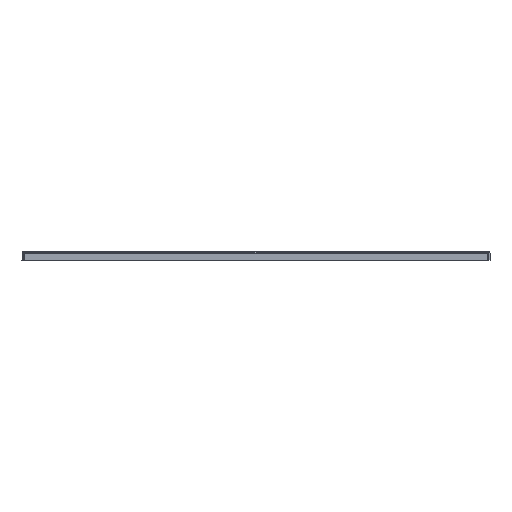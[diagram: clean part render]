
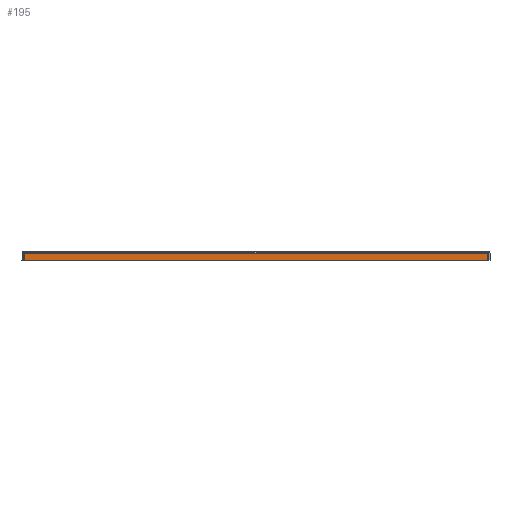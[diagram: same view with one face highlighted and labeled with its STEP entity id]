
A CAD part, left-side view. The second image highlights one B-rep face of the part: STEP entity #195.
In plain terms, the highlighted planar face has unit normal (-1, 0, 0).
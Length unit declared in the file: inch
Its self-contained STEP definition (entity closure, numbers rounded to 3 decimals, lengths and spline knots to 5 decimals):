
#195 = ADVANCED_FACE ( 'NONE', ( #3553 ), #2618, .T. ) ;
#366 = CARTESIAN_POINT ( 'NONE',  ( 0., 13., -0.426 ) ) ;
#384 = CARTESIAN_POINT ( 'NONE',  ( 0., 0.12633, -0.17829 ) ) ;
#477 = VECTOR ( 'NONE', #3124, 39.37008 ) ;
#606 = VECTOR ( 'NONE', #2489, 39.37008 ) ;
#797 = LINE ( 'NONE', #384, #477 ) ;
#815 = LINE ( 'NONE', #366, #3608 ) ;
#862 = AXIS2_PLACEMENT_3D ( 'NONE', #2141, #5255, #5440 ) ;
#1218 = CARTESIAN_POINT ( 'NONE',  ( 0., 0.12633, -0.03125 ) ) ;
#1400 = EDGE_CURVE ( 'NONE', #5253, #5961, #797, .T. ) ;
#1472 = CARTESIAN_POINT ( 'NONE',  ( 0., 0.12633, -0.426 ) ) ;
#1705 = CARTESIAN_POINT ( 'NONE',  ( 0., 25.87367, -0.426 ) ) ;
#1775 = VERTEX_POINT ( 'NONE', #1705 ) ;
#2141 = CARTESIAN_POINT ( 'NONE',  ( 0., 13., -0.17829 ) ) ;
#2161 = ORIENTED_EDGE ( 'NONE', *, *, #1400, .T. ) ;
#2376 = DIRECTION ( 'NONE',  ( 0., -1., 0. ) ) ;
#2489 = DIRECTION ( 'NONE',  ( 0., 0., -1. ) ) ;
#2618 = PLANE ( 'NONE',  #862 ) ;
#2953 = CARTESIAN_POINT ( 'NONE',  ( 0., 25.87367, -0.17829 ) ) ;
#3124 = DIRECTION ( 'NONE',  ( 0., 0., 1. ) ) ;
#3466 = ORIENTED_EDGE ( 'NONE', *, *, #4792, .T. ) ;
#3553 = FACE_OUTER_BOUND ( 'NONE', #4804, .T. ) ;
#3585 = CARTESIAN_POINT ( 'NONE',  ( 0., 25.87367, -0.03125 ) ) ;
#3608 = VECTOR ( 'NONE', #2376, 39.37008 ) ;
#3775 = LINE ( 'NONE', #5527, #4014 ) ;
#4014 = VECTOR ( 'NONE', #4595, 39.37008 ) ;
#4018 = ORIENTED_EDGE ( 'NONE', *, *, #4493, .T. ) ;
#4349 = LINE ( 'NONE', #2953, #606 ) ;
#4493 = EDGE_CURVE ( 'NONE', #1775, #5253, #815, .T. ) ;
#4595 = DIRECTION ( 'NONE',  ( 0., -1., 0. ) ) ;
#4792 = EDGE_CURVE ( 'NONE', #4905, #1775, #4349, .T. ) ;
#4804 = EDGE_LOOP ( 'NONE', ( #4018, #2161, #5351, #3466 ) ) ;
#4905 = VERTEX_POINT ( 'NONE', #3585 ) ;
#5253 = VERTEX_POINT ( 'NONE', #1472 ) ;
#5255 = DIRECTION ( 'NONE',  ( -1., 0., 0. ) ) ;
#5351 = ORIENTED_EDGE ( 'NONE', *, *, #5519, .F. ) ;
#5440 = DIRECTION ( 'NONE',  ( 0., -1., 0. ) ) ;
#5519 = EDGE_CURVE ( 'NONE', #4905, #5961, #3775, .T. ) ;
#5527 = CARTESIAN_POINT ( 'NONE',  ( 0., 13., -0.03125 ) ) ;
#5961 = VERTEX_POINT ( 'NONE', #1218 ) ;
